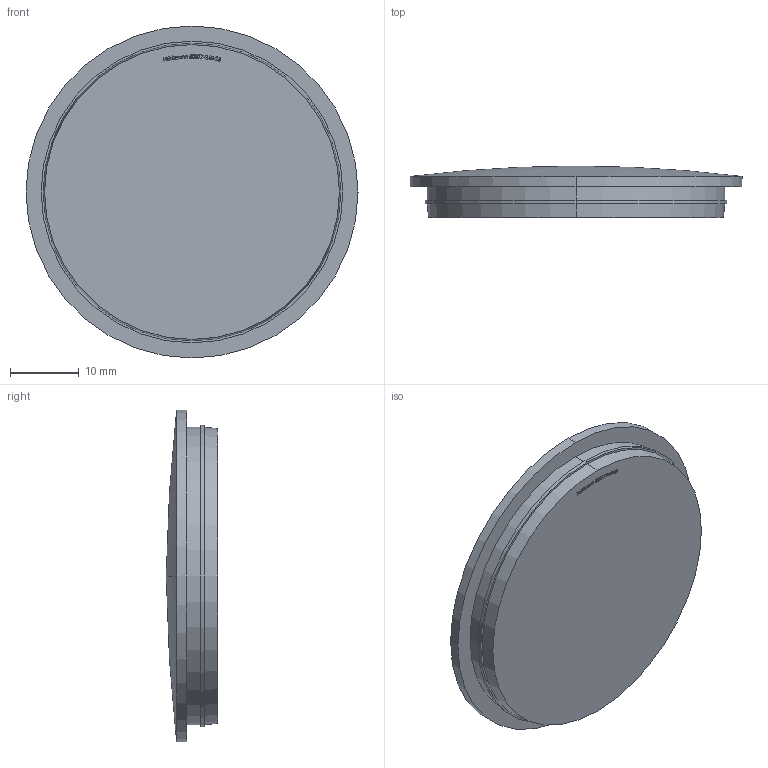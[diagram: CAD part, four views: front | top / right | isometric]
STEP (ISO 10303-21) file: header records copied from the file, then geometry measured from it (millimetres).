
FILE_DESCRIPTION (( 'STEP AP203' ), '1' );
FILE_NAME ('50877-240-25.step', '2018-11-30T09:17:27', ( '' ), ( '' ), 'SwSTEP 2.0', 'SolidWorks 2015', '' );
FILE_SCHEMA (( 'CONFIG_CONTROL_DESIGN' ));
Length unit declared in the file: millimetre
Products named in the file (1): 50877-240-25
Bounding box: 48.3 x 7.5 x 48.3 mm (x, y, z)
Volume: 10743.6 mm3; surface area: 4589.5 mm2
Topology: 1 solids, 1 shells, 264 faces, 694 edges, 463 vertices
Faces by surface type: plane 143, bspline 111, cylinder 6, cone 2, sphere 2
Entity records: 14413 total; most frequent: CARTESIAN_POINT 8549, ORIENTED_EDGE 1388, DIRECTION 800, EDGE_CURVE 694, VERTEX_POINT 463, LINE 452, VECTOR 452, EDGE_LOOP 295
